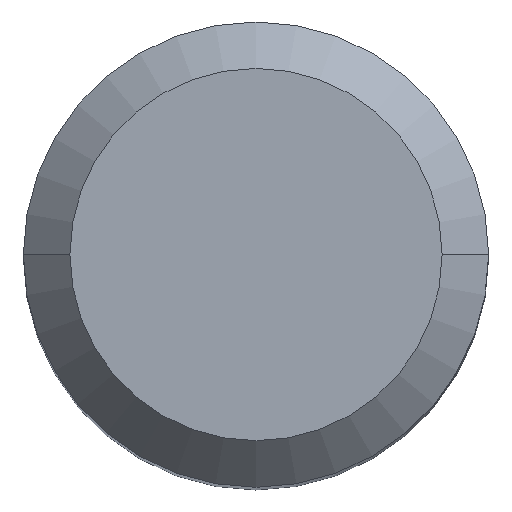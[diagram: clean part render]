
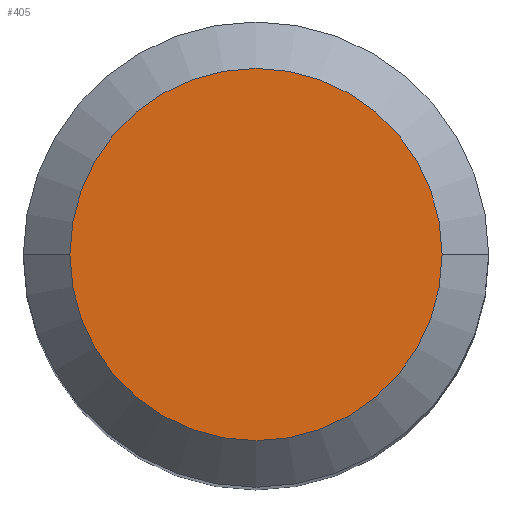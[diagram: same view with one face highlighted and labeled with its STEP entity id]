
A CAD part, top view. The second image highlights one B-rep face of the part: STEP entity #405.
In plain terms, the highlighted planar face has unit normal (0, 0, 1).
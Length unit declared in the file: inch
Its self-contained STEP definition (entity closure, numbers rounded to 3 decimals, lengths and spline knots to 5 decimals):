
#17 = DIRECTION ( 'NONE',  ( 0., 0., 1. ) ) ;
#54 = PLANE ( 'NONE',  #81 ) ;
#62 = CARTESIAN_POINT ( 'NONE',  ( -0.18896, 0., 0. ) ) ;
#81 = AXIS2_PLACEMENT_3D ( 'NONE', #491, #414, #300 ) ;
#147 = ORIENTED_EDGE ( 'NONE', *, *, #267, .T. ) ;
#182 = EDGE_LOOP ( 'NONE', ( #147, #236 ) ) ;
#236 = ORIENTED_EDGE ( 'NONE', *, *, #306, .T. ) ;
#260 = AXIS2_PLACEMENT_3D ( 'NONE', #440, #518, #324 ) ;
#263 = FACE_OUTER_BOUND ( 'NONE', #182, .T. ) ;
#267 = EDGE_CURVE ( 'NONE', #297, #344, #428, .T. ) ;
#271 = CARTESIAN_POINT ( 'NONE',  ( 0.18896, 0., 0. ) ) ;
#297 = VERTEX_POINT ( 'NONE', #62 ) ;
#300 = DIRECTION ( 'NONE',  ( -1., 0., 0. ) ) ;
#306 = EDGE_CURVE ( 'NONE', #344, #297, #445, .T. ) ;
#324 = DIRECTION ( 'NONE',  ( 1., 0., 0. ) ) ;
#333 = CARTESIAN_POINT ( 'NONE',  ( 0., 0., 0. ) ) ;
#337 = AXIS2_PLACEMENT_3D ( 'NONE', #333, #17, #460 ) ;
#344 = VERTEX_POINT ( 'NONE', #271 ) ;
#405 = ADVANCED_FACE ( 'NONE', ( #263 ), #54, .F. ) ;
#414 = DIRECTION ( 'NONE',  ( 0., 0., -1. ) ) ;
#428 = CIRCLE ( 'NONE', #260, 0.18896 ) ;
#440 = CARTESIAN_POINT ( 'NONE',  ( 0., 0., 0. ) ) ;
#445 = CIRCLE ( 'NONE', #337, 0.18896 ) ;
#460 = DIRECTION ( 'NONE',  ( 1., 0., 0. ) ) ;
#491 = CARTESIAN_POINT ( 'NONE',  ( 0., 0., 0. ) ) ;
#518 = DIRECTION ( 'NONE',  ( 0., 0., 1. ) ) ;
